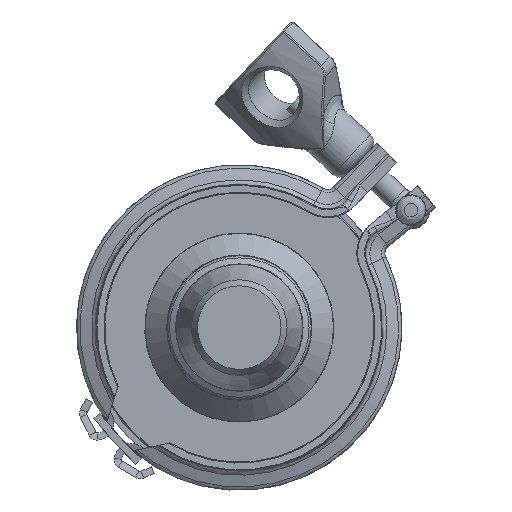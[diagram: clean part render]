
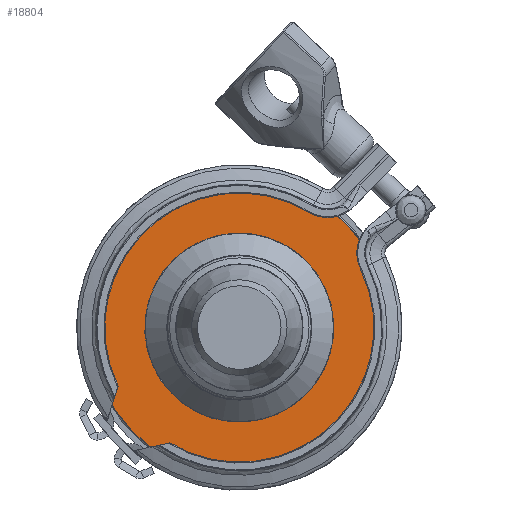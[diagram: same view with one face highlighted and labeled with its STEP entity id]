
A CAD part, front view. The second image highlights one B-rep face of the part: STEP entity #18804.
In plain terms, the highlighted planar face has unit normal (0, -1, 0).
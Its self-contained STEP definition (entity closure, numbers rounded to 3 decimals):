
#18761=CARTESIAN_POINT('',(12.17,191.101,24.771));
#18762=VERTEX_POINT('',#18761);
#18763=CARTESIAN_POINT('',(-0.001,191.101,0.));
#18764=DIRECTION('',(0.,1.,0.));
#18765=DIRECTION('',(-0.441,0.,-0.898));
#18766=AXIS2_PLACEMENT_3D('',#18763,#18764,#18765);
#18767=CIRCLE('',#18766,27.6);
#18768=EDGE_CURVE('',#18762,#18762,#18767,.T.);
#18781=CARTESIAN_POINT('',(19.182,191.101,39.041));
#18782=VERTEX_POINT('',#18781);
#18783=CARTESIAN_POINT('',(-0.001,191.101,0.));
#18784=DIRECTION('',(0.,-1.,0.));
#18785=DIRECTION('',(-0.441,0.,-0.898));
#18786=AXIS2_PLACEMENT_3D('',#18783,#18784,#18785);
#18787=CIRCLE('',#18786,43.5);
#18788=EDGE_CURVE('',#18782,#18782,#18787,.T.);
#18793=CARTESIAN_POINT('',(-0.001,191.101,0.));
#18794=DIRECTION('',(0.0,-1.0,0.0));
#18795=DIRECTION('',(-0.441,0.0,-0.898));
#18796=AXIS2_PLACEMENT_3D('',#18793,#18794,#18795);
#18797=PLANE('',#18796);
#18798=ORIENTED_EDGE('',*,*,#18788,.T.);
#18799=EDGE_LOOP('',(#18798));
#18800=FACE_OUTER_BOUND('',#18799,.T.);
#18801=ORIENTED_EDGE('',*,*,#18768,.T.);
#18802=EDGE_LOOP('',(#18801));
#18803=FACE_BOUND('',#18802,.T.);
#18804=ADVANCED_FACE('',(#18800,#18803),#18797,.T.);
